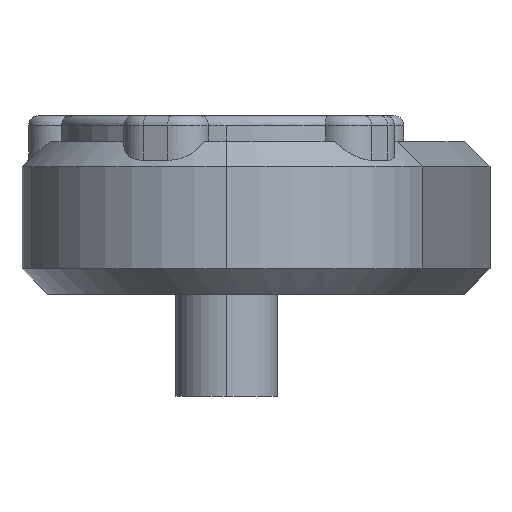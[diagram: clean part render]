
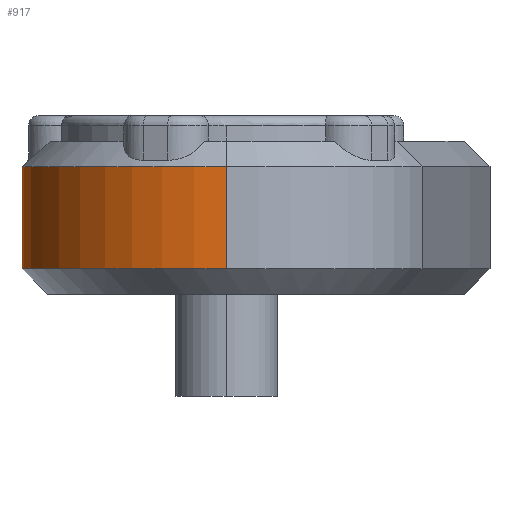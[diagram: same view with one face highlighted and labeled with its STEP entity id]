
A CAD part, left-side view. The second image highlights one B-rep face of the part: STEP entity #917.
In plain terms, the highlighted cylindrical face has radius 20 mm (diameter 40 mm), a partial arc.
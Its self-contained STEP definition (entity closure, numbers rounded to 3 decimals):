
#4 = CARTESIAN_POINT ( 'NONE',  ( -84.559, 19.995, 7.5 ) ) ;
#73 = AXIS2_PLACEMENT_3D ( 'NONE', #1639, #2012, #1295 ) ;
#124 = CARTESIAN_POINT ( 'NONE',  ( -105., 0., 7.5 ) ) ;
#189 = VECTOR ( 'NONE', #2064, 1000. ) ;
#365 = EDGE_CURVE ( 'NONE', #2026, #660, #2053, .T. ) ;
#392 = CARTESIAN_POINT ( 'NONE',  ( -85., 0., -5. ) ) ;
#403 = DIRECTION ( 'NONE',  ( 0., 0., -1. ) ) ;
#405 = EDGE_CURVE ( 'NONE', #660, #1794, #1317, .T. ) ;
#587 = FACE_OUTER_BOUND ( 'NONE', #1245, .T. ) ;
#660 = VERTEX_POINT ( 'NONE', #2020 ) ;
#685 = VERTEX_POINT ( 'NONE', #1962 ) ;
#703 = ORIENTED_EDGE ( 'NONE', *, *, #966, .T. ) ;
#846 = LINE ( 'NONE', #124, #1818 ) ;
#917 = ADVANCED_FACE ( 'NONE', ( #587 ), #1326, .T. ) ;
#966 = EDGE_CURVE ( 'NONE', #685, #2026, #2224, .T. ) ;
#1035 = CARTESIAN_POINT ( 'NONE',  ( -105., 0., -5. ) ) ;
#1131 = AXIS2_PLACEMENT_3D ( 'NONE', #392, #1138, #1677 ) ;
#1138 = DIRECTION ( 'NONE',  ( 0., 0., 1. ) ) ;
#1149 = DIRECTION ( 'NONE',  ( -1., 0., 0. ) ) ;
#1245 = EDGE_LOOP ( 'NONE', ( #1862, #703, #2366, #1927 ) ) ;
#1251 = DIRECTION ( 'NONE',  ( 0., 0., -1. ) ) ;
#1295 = DIRECTION ( 'NONE',  ( 1., 0., 0. ) ) ;
#1317 = CIRCLE ( 'NONE', #1131, 20. ) ;
#1326 = CYLINDRICAL_SURFACE ( 'NONE', #1827, 20. ) ;
#1599 = CARTESIAN_POINT ( 'NONE',  ( -84.559, 19.995, 5. ) ) ;
#1639 = CARTESIAN_POINT ( 'NONE',  ( -85., 0., 5. ) ) ;
#1677 = DIRECTION ( 'NONE',  ( 1., 0., 0. ) ) ;
#1794 = VERTEX_POINT ( 'NONE', #1035 ) ;
#1818 = VECTOR ( 'NONE', #1251, 1000. ) ;
#1827 = AXIS2_PLACEMENT_3D ( 'NONE', #2068, #403, #1149 ) ;
#1862 = ORIENTED_EDGE ( 'NONE', *, *, #1968, .F. ) ;
#1927 = ORIENTED_EDGE ( 'NONE', *, *, #405, .T. ) ;
#1962 = CARTESIAN_POINT ( 'NONE',  ( -105., 0., 5. ) ) ;
#1968 = EDGE_CURVE ( 'NONE', #685, #1794, #846, .T. ) ;
#2012 = DIRECTION ( 'NONE',  ( 0., 0., -1. ) ) ;
#2020 = CARTESIAN_POINT ( 'NONE',  ( -84.559, 19.995, -5. ) ) ;
#2026 = VERTEX_POINT ( 'NONE', #1599 ) ;
#2053 = LINE ( 'NONE', #4, #189 ) ;
#2064 = DIRECTION ( 'NONE',  ( 0., 0., -1. ) ) ;
#2068 = CARTESIAN_POINT ( 'NONE',  ( -85., 0., 7.5 ) ) ;
#2224 = CIRCLE ( 'NONE', #73, 20. ) ;
#2366 = ORIENTED_EDGE ( 'NONE', *, *, #365, .T. ) ;
